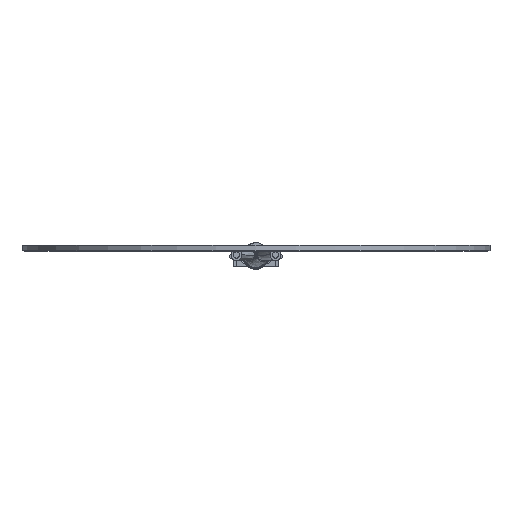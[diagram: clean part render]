
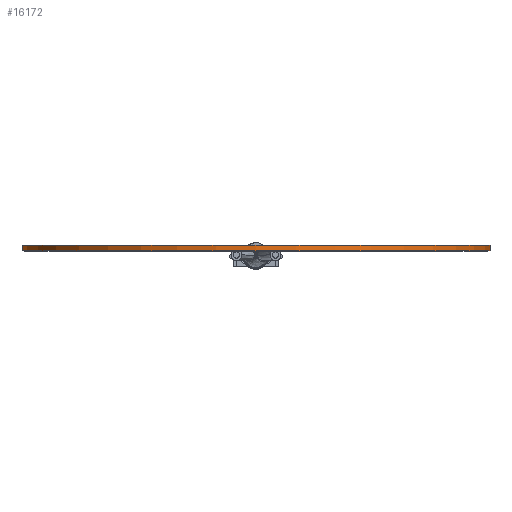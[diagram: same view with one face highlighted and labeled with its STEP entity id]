
A CAD part, top view. The second image highlights one B-rep face of the part: STEP entity #16172.
In plain terms, the highlighted cylindrical face has radius 15 mm (diameter 30 mm), a partial arc.
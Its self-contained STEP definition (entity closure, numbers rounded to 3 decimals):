
#203 = DIRECTION ( 'NONE',  ( 0., 0., 1. ) ) ;
#319 = EDGE_LOOP ( 'NONE', ( #15516, #3534, #14872, #16311 ) ) ;
#519 = EDGE_CURVE ( 'NONE', #9359, #6138, #14384, .T. ) ;
#1643 = EDGE_CURVE ( 'NONE', #14348, #9313, #6349, .T. ) ;
#2507 = VECTOR ( 'NONE', #13245, 1000. ) ;
#2844 = CARTESIAN_POINT ( 'NONE',  ( 4.041, 0.6, 105.584 ) ) ;
#3240 = CARTESIAN_POINT ( 'NONE',  ( 0.654, 0.95, 120.197 ) ) ;
#3534 = ORIENTED_EDGE ( 'NONE', *, *, #519, .T. ) ;
#3591 = LINE ( 'NONE', #11224, #3849 ) ;
#3730 = DIRECTION ( 'NONE',  ( 0., 0., -1. ) ) ;
#3849 = VECTOR ( 'NONE', #18937, 1000. ) ;
#4025 = FACE_OUTER_BOUND ( 'NONE', #319, .T. ) ;
#4524 = CARTESIAN_POINT ( 'NONE',  ( -2.733, 0.6, 105.584 ) ) ;
#4548 = EDGE_CURVE ( 'NONE', #14348, #9359, #3591, .T. ) ;
#5144 = DIRECTION ( 'NONE',  ( 0., 1., 0. ) ) ;
#5682 = CARTESIAN_POINT ( 'NONE',  ( 0.654, 0.6, 120.197 ) ) ;
#6138 = VERTEX_POINT ( 'NONE', #15801 ) ;
#6349 = CIRCLE ( 'NONE', #11790, 15. ) ;
#9235 = AXIS2_PLACEMENT_3D ( 'NONE', #3240, #11056, #203 ) ;
#9313 = VERTEX_POINT ( 'NONE', #4524 ) ;
#9359 = VERTEX_POINT ( 'NONE', #10941 ) ;
#9565 = EDGE_CURVE ( 'NONE', #6138, #9313, #19245, .T. ) ;
#9992 = DIRECTION ( 'NONE',  ( 0., -1., 0. ) ) ;
#10149 = CYLINDRICAL_SURFACE ( 'NONE', #16783, 15. ) ;
#10941 = CARTESIAN_POINT ( 'NONE',  ( 4.041, 0.95, 105.584 ) ) ;
#11056 = DIRECTION ( 'NONE',  ( 0., -1., 0. ) ) ;
#11224 = CARTESIAN_POINT ( 'NONE',  ( 4.041, 0.66, 105.584 ) ) ;
#11790 = AXIS2_PLACEMENT_3D ( 'NONE', #5682, #9992, #14839 ) ;
#13245 = DIRECTION ( 'NONE',  ( 0., -1., 0. ) ) ;
#14348 = VERTEX_POINT ( 'NONE', #2844 ) ;
#14384 = CIRCLE ( 'NONE', #9235, 15. ) ;
#14472 = CARTESIAN_POINT ( 'NONE',  ( -2.733, 0.66, 105.584 ) ) ;
#14839 = DIRECTION ( 'NONE',  ( 0., 0., 1. ) ) ;
#14872 = ORIENTED_EDGE ( 'NONE', *, *, #9565, .T. ) ;
#15516 = ORIENTED_EDGE ( 'NONE', *, *, #4548, .T. ) ;
#15801 = CARTESIAN_POINT ( 'NONE',  ( -2.733, 0.95, 105.584 ) ) ;
#16033 = CARTESIAN_POINT ( 'NONE',  ( 0.654, 0.66, 120.197 ) ) ;
#16172 = ADVANCED_FACE ( 'NONE', ( #4025 ), #10149, .T. ) ;
#16311 = ORIENTED_EDGE ( 'NONE', *, *, #1643, .F. ) ;
#16783 = AXIS2_PLACEMENT_3D ( 'NONE', #16033, #5144, #3730 ) ;
#18937 = DIRECTION ( 'NONE',  ( 0., 1., 0. ) ) ;
#19245 = LINE ( 'NONE', #14472, #2507 ) ;
